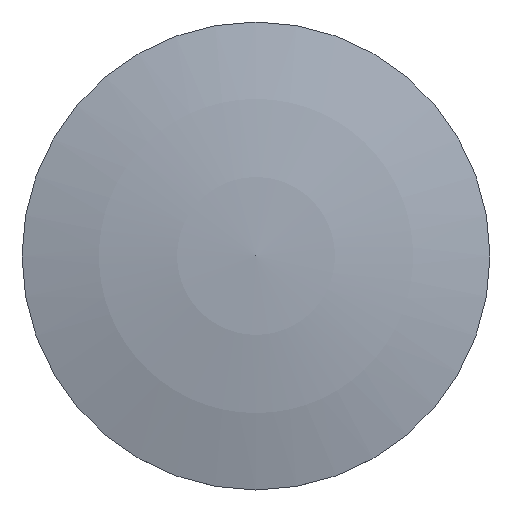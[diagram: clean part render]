
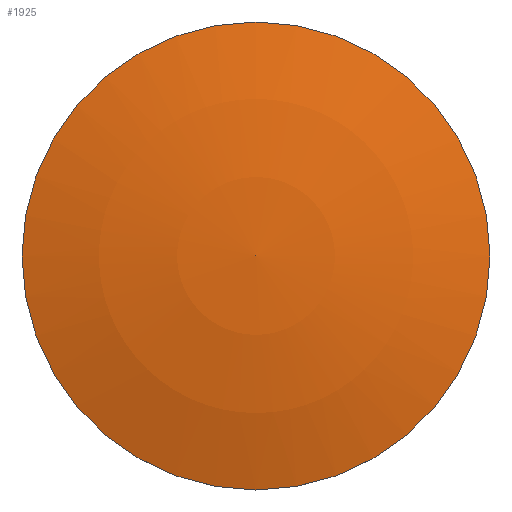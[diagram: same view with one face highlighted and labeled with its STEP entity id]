
A CAD part, top view. The second image highlights one B-rep face of the part: STEP entity #1925.
In plain terms, the highlighted spherical face has radius 40.8 mm.
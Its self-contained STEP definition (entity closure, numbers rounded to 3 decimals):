
#19=SPHERICAL_SURFACE('',#2101,40.8);
#75=CIRCLE('',#2099,11.025);
#76=CIRCLE('',#2100,11.025);
#77=CIRCLE('',#2102,40.8);
#304=FACE_OUTER_BOUND('',#407,.T.);
#407=EDGE_LOOP('',(#1775,#1776,#1777,#1778));
#909=VERTEX_POINT('',#4216);
#910=VERTEX_POINT('',#4217);
#911=VERTEX_POINT('',#4222);
#1197=EDGE_CURVE('',#909,#910,#75,.T.);
#1198=EDGE_CURVE('',#910,#909,#76,.T.);
#1200=EDGE_CURVE('',#911,#909,#77,.T.);
#1775=ORIENTED_EDGE('',*,*,#1197,.T.);
#1776=ORIENTED_EDGE('',*,*,#1198,.T.);
#1777=ORIENTED_EDGE('',*,*,#1200,.F.);
#1778=ORIENTED_EDGE('',*,*,#1200,.T.);
#1925=ADVANCED_FACE('',(#304),#19,.T.);
#2099=AXIS2_PLACEMENT_3D('',#4218,#2559,#2560);
#2100=AXIS2_PLACEMENT_3D('',#4219,#2561,#2562);
#2101=AXIS2_PLACEMENT_3D('',#4221,#2564,#2565);
#2102=AXIS2_PLACEMENT_3D('',#4223,#2566,#2567);
#2559=DIRECTION('center_axis',(0.,0.,
1.));
#2560=DIRECTION('ref_axis',(-1.,0.,0.));
#2561=DIRECTION('center_axis',(0.,0.,
1.));
#2562=DIRECTION('ref_axis',(-1.,0.,0.));
#2564=DIRECTION('center_axis',(0.,0.,1.));
#2565=DIRECTION('ref_axis',(1.,0.,0.));
#2566=DIRECTION('center_axis',(0.,-1.,0.));
#2567=DIRECTION('ref_axis',(-1.,0.,0.));
#4216=CARTESIAN_POINT('',(-11.025,4.954,-2.48));
#4217=CARTESIAN_POINT('',(11.025,4.954,-2.48));
#4218=CARTESIAN_POINT('Origin',(0.,4.954,-2.48));
#4219=CARTESIAN_POINT('Origin',(0.,4.954,-2.48));
#4221=CARTESIAN_POINT('Origin',(0.,4.954,-41.762));
#4222=CARTESIAN_POINT('',(0.,4.954,-0.962));
#4223=CARTESIAN_POINT('Origin',(0.,4.954,-41.762));
